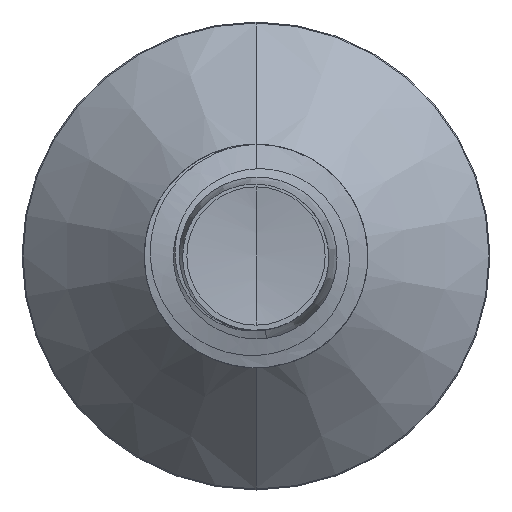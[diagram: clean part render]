
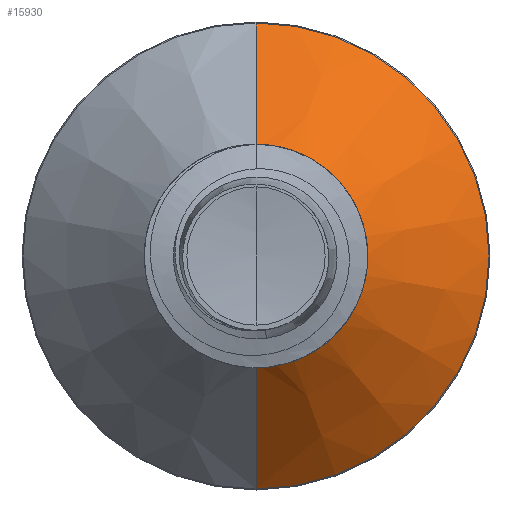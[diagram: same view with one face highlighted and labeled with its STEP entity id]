
A CAD part, front view. The second image highlights one B-rep face of the part: STEP entity #15930.
In plain terms, the highlighted conical face has half-angle 45 degrees and reference radius 0.775 mm.
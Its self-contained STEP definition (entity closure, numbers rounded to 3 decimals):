
#910 = ORIENTED_EDGE ( 'NONE', *, *, #17362, .T. ) ;
#953 = DIRECTION ( 'NONE',  ( 0., 1., 0. ) ) ;
#1241 = CARTESIAN_POINT ( 'NONE',  ( 0., 3.25, -0.775 ) ) ;
#1920 = DIRECTION ( 'NONE',  ( 0., 0.707, -0.707 ) ) ;
#2005 = VERTEX_POINT ( 'NONE', #1241 ) ;
#2267 = ORIENTED_EDGE ( 'NONE', *, *, #7379, .F. ) ;
#2480 = VECTOR ( 'NONE', #1920, 1000. ) ;
#3569 = DIRECTION ( 'NONE',  ( 0., 0., 1. ) ) ;
#3641 = FACE_OUTER_BOUND ( 'NONE', #17248, .T. ) ;
#4885 = ORIENTED_EDGE ( 'NONE', *, *, #7740, .T. ) ;
#5458 = CARTESIAN_POINT ( 'NONE',  ( 0., 4.143, 1.668 ) ) ;
#5916 = DIRECTION ( 'NONE',  ( 0., 1., 0. ) ) ;
#6479 = AXIS2_PLACEMENT_3D ( 'NONE', #7985, #18090, #3569 ) ;
#6863 = VECTOR ( 'NONE', #16690, 1000. ) ;
#7379 = EDGE_CURVE ( 'NONE', #10504, #17293, #7592, .T. ) ;
#7592 = CIRCLE ( 'NONE', #12892, 1.668 ) ;
#7740 = EDGE_CURVE ( 'NONE', #2005, #17293, #11671, .T. ) ;
#7777 = CARTESIAN_POINT ( 'NONE',  ( 0., 3.25, -0.775 ) ) ;
#7985 = CARTESIAN_POINT ( 'NONE',  ( 0., 3.25, 0. ) ) ;
#8059 = CARTESIAN_POINT ( 'NONE',  ( 0., 4.143, -1.668 ) ) ;
#8226 = CIRCLE ( 'NONE', #9044, 0.775 ) ;
#9044 = AXIS2_PLACEMENT_3D ( 'NONE', #9753, #953, #11212 ) ;
#9753 = CARTESIAN_POINT ( 'NONE',  ( 0., 3.25, 0. ) ) ;
#10276 = VERTEX_POINT ( 'NONE', #16932 ) ;
#10504 = VERTEX_POINT ( 'NONE', #5458 ) ;
#11190 = LINE ( 'NONE', #12296, #6863 ) ;
#11212 = DIRECTION ( 'NONE',  ( 0., 0., 1. ) ) ;
#11671 = LINE ( 'NONE', #7777, #2480 ) ;
#12296 = CARTESIAN_POINT ( 'NONE',  ( 0., 3.25, 0.775 ) ) ;
#12892 = AXIS2_PLACEMENT_3D ( 'NONE', #14658, #5916, #16103 ) ;
#13840 = EDGE_CURVE ( 'NONE', #10276, #10504, #11190, .T. ) ;
#14658 = CARTESIAN_POINT ( 'NONE',  ( 0., 4.143, 0. ) ) ;
#15930 = ADVANCED_FACE ( 'NONE', ( #3641 ), #17302, .T. ) ;
#16103 = DIRECTION ( 'NONE',  ( 0., 0., 1. ) ) ;
#16690 = DIRECTION ( 'NONE',  ( 0., 0.707, 0.707 ) ) ;
#16932 = CARTESIAN_POINT ( 'NONE',  ( 0., 3.25, 0.775 ) ) ;
#17248 = EDGE_LOOP ( 'NONE', ( #910, #4885, #2267, #18865 ) ) ;
#17293 = VERTEX_POINT ( 'NONE', #8059 ) ;
#17302 = CONICAL_SURFACE ( 'NONE', #6479, 0.775, 0.785 ) ;
#17362 = EDGE_CURVE ( 'NONE', #10276, #2005, #8226, .T. ) ;
#18090 = DIRECTION ( 'NONE',  ( 0., 1., 0. ) ) ;
#18865 = ORIENTED_EDGE ( 'NONE', *, *, #13840, .F. ) ;
